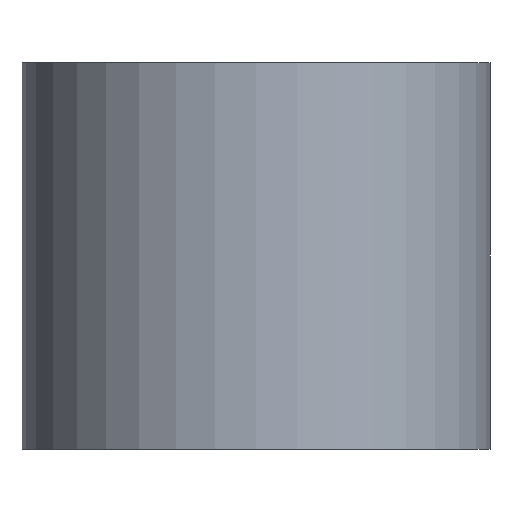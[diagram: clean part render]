
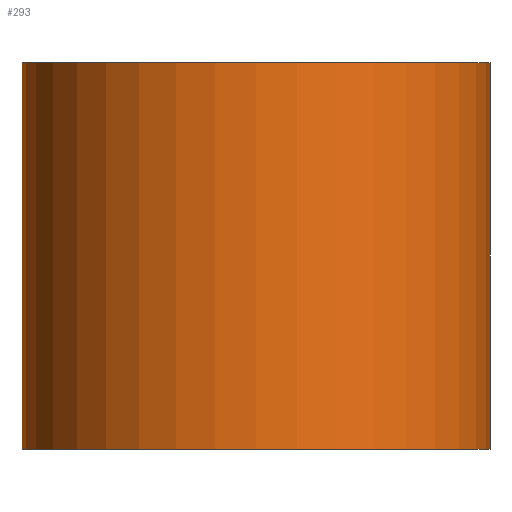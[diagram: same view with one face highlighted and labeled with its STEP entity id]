
A CAD part, front view. The second image highlights one B-rep face of the part: STEP entity #293.
In plain terms, the highlighted cylindrical face has radius 11.532 mm (diameter 23.063 mm), a partial arc.
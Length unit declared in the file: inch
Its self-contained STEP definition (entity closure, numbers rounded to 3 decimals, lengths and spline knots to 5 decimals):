
#4 = VECTOR ( 'NONE', #310, 39.37008 ) ;
#10 = CYLINDRICAL_SURFACE ( 'NONE', #159, 0.454 ) ;
#23 = ORIENTED_EDGE ( 'NONE', *, *, #74, .T. ) ;
#42 = EDGE_CURVE ( 'NONE', #53, #78, #473, .T. ) ;
#53 = VERTEX_POINT ( 'NONE', #394 ) ;
#63 = DIRECTION ( 'NONE',  ( 0., 0., -1. ) ) ;
#74 = EDGE_CURVE ( 'NONE', #225, #392, #350, .T. ) ;
#78 = VERTEX_POINT ( 'NONE', #347 ) ;
#95 = DIRECTION ( 'NONE',  ( -1., 0., 0. ) ) ;
#113 = EDGE_CURVE ( 'NONE', #53, #225, #436, .T. ) ;
#117 = ORIENTED_EDGE ( 'NONE', *, *, #478, .F. ) ;
#159 = AXIS2_PLACEMENT_3D ( 'NONE', #358, #63, #95 ) ;
#173 = ORIENTED_EDGE ( 'NONE', *, *, #42, .F. ) ;
#182 = CARTESIAN_POINT ( 'NONE',  ( 0.406, -1.312, 0.375 ) ) ;
#191 = CARTESIAN_POINT ( 'NONE',  ( -0.048, -1.312, -0.375 ) ) ;
#206 = CARTESIAN_POINT ( 'NONE',  ( 0.406, -1.312, -0.375 ) ) ;
#225 = VERTEX_POINT ( 'NONE', #486 ) ;
#239 = DIRECTION ( 'NONE',  ( 1., 0., 0. ) ) ;
#243 = ORIENTED_EDGE ( 'NONE', *, *, #113, .T. ) ;
#268 = FACE_OUTER_BOUND ( 'NONE', #469, .T. ) ;
#293 = ADVANCED_FACE ( 'NONE', ( #268 ), #10, .T. ) ;
#309 = AXIS2_PLACEMENT_3D ( 'NONE', #182, #387, #491 ) ;
#310 = DIRECTION ( 'NONE',  ( 0., 0., -1. ) ) ;
#342 = CARTESIAN_POINT ( 'NONE',  ( -0.048, -1.312, 0.375 ) ) ;
#347 = CARTESIAN_POINT ( 'NONE',  ( 0.406, -0.858, -0.375 ) ) ;
#350 = LINE ( 'NONE', #342, #4 ) ;
#358 = CARTESIAN_POINT ( 'NONE',  ( 0.406, -1.312, 0.375 ) ) ;
#360 = CIRCLE ( 'NONE', #497, 0.454 ) ;
#387 = DIRECTION ( 'NONE',  ( 0., 0., -1. ) ) ;
#392 = VERTEX_POINT ( 'NONE', #191 ) ;
#394 = CARTESIAN_POINT ( 'NONE',  ( 0.406, -0.858, 0.375 ) ) ;
#436 = CIRCLE ( 'NONE', #309, 0.454 ) ;
#461 = VECTOR ( 'NONE', #507, 39.37008 ) ;
#466 = CARTESIAN_POINT ( 'NONE',  ( 0.406, -0.858, 0.375 ) ) ;
#469 = EDGE_LOOP ( 'NONE', ( #117, #173, #243, #23 ) ) ;
#473 = LINE ( 'NONE', #466, #461 ) ;
#478 = EDGE_CURVE ( 'NONE', #78, #392, #360, .T. ) ;
#486 = CARTESIAN_POINT ( 'NONE',  ( -0.048, -1.312, 0.375 ) ) ;
#491 = DIRECTION ( 'NONE',  ( 1., 0., 0. ) ) ;
#497 = AXIS2_PLACEMENT_3D ( 'NONE', #206, #499, #239 ) ;
#499 = DIRECTION ( 'NONE',  ( 0., 0., -1. ) ) ;
#507 = DIRECTION ( 'NONE',  ( 0., 0., -1. ) ) ;
